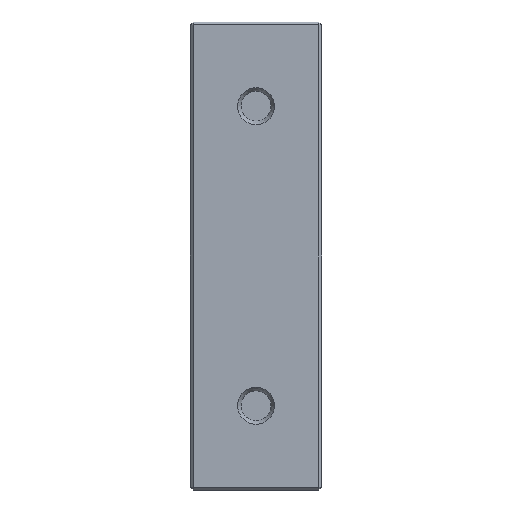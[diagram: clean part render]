
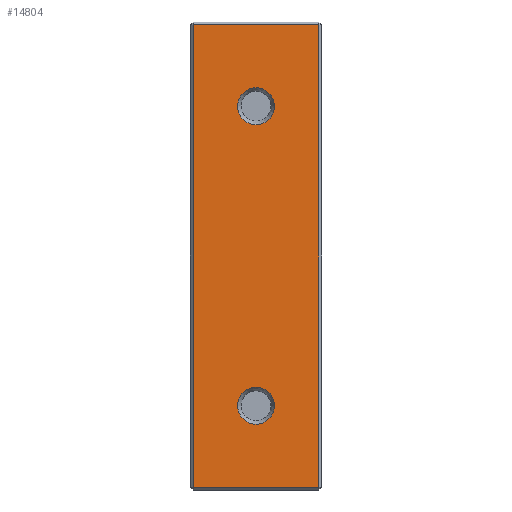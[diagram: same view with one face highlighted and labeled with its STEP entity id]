
A CAD part, front view. The second image highlights one B-rep face of the part: STEP entity #14804.
In plain terms, the highlighted planar face has unit normal (0, -1, 0).
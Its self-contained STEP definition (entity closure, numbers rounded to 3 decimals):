
#442 = PLANE('',#443);
#443 = AXIS2_PLACEMENT_3D('',#444,#445,#446);
#444 = CARTESIAN_POINT('',(-3.5,0.075,0.075));
#445 = DIRECTION('',(0.,-0.707,-0.707));
#446 = DIRECTION('',(-1.,0.,0.));
#776 = PLANE('',#777);
#777 = AXIS2_PLACEMENT_3D('',#778,#779,#780);
#778 = CARTESIAN_POINT('',(-3.5,0.075,24.925));
#779 = DIRECTION('',(0.,0.707,-0.707));
#780 = DIRECTION('',(-1.,0.,0.));
#1266 = VERTEX_POINT('',#1267);
#1267 = CARTESIAN_POINT('',(-3.35,0.,0.15));
#1288 = EDGE_CURVE('',#1266,#1289,#1291,.T.);
#1289 = VERTEX_POINT('',#1290);
#1290 = CARTESIAN_POINT('',(3.35,0.,0.15));
#1291 = SURFACE_CURVE('',#1292,(#1296,#1303),.PCURVE_S1.);
#1292 = LINE('',#1293,#1294);
#1293 = CARTESIAN_POINT('',(-3.5,0.,0.15));
#1294 = VECTOR('',#1295,1.);
#1295 = DIRECTION('',(1.,0.,0.));
#1296 = PCURVE('',#442,#1297);
#1297 = DEFINITIONAL_REPRESENTATION('',(#1298),#1302);
#1298 = LINE('',#1299,#1300);
#1299 = CARTESIAN_POINT('',(0.,-0.106));
#1300 = VECTOR('',#1301,1.);
#1301 = DIRECTION('',(-1.,0.));
#1302 = ( GEOMETRIC_REPRESENTATION_CONTEXT(2) 
PARAMETRIC_REPRESENTATION_CONTEXT() REPRESENTATION_CONTEXT('2D SPACE',''
  ) );
#1303 = PCURVE('',#1304,#1309);
#1304 = PLANE('',#1305);
#1305 = AXIS2_PLACEMENT_3D('',#1306,#1307,#1308);
#1306 = CARTESIAN_POINT('',(-3.5,0.,0.));
#1307 = DIRECTION('',(0.,1.,0.));
#1308 = DIRECTION('',(1.,0.,0.));
#1309 = DEFINITIONAL_REPRESENTATION('',(#1310),#1314);
#1310 = LINE('',#1311,#1312);
#1311 = CARTESIAN_POINT('',(0.,-0.15));
#1312 = VECTOR('',#1313,1.);
#1313 = DIRECTION('',(1.,0.));
#1314 = ( GEOMETRIC_REPRESENTATION_CONTEXT(2) 
PARAMETRIC_REPRESENTATION_CONTEXT() REPRESENTATION_CONTEXT('2D SPACE',''
  ) );
#1744 = VERTEX_POINT('',#1745);
#1745 = CARTESIAN_POINT('',(-3.35,0.,24.85));
#1766 = EDGE_CURVE('',#1744,#1767,#1769,.T.);
#1767 = VERTEX_POINT('',#1768);
#1768 = CARTESIAN_POINT('',(3.35,0.,24.85));
#1769 = SURFACE_CURVE('',#1770,(#1774,#1781),.PCURVE_S1.);
#1770 = LINE('',#1771,#1772);
#1771 = CARTESIAN_POINT('',(-3.5,0.,24.85));
#1772 = VECTOR('',#1773,1.);
#1773 = DIRECTION('',(1.,0.,0.));
#1774 = PCURVE('',#776,#1775);
#1775 = DEFINITIONAL_REPRESENTATION('',(#1776),#1780);
#1776 = LINE('',#1777,#1778);
#1777 = CARTESIAN_POINT('',(0.,-0.106));
#1778 = VECTOR('',#1779,1.);
#1779 = DIRECTION('',(-1.,0.));
#1780 = ( GEOMETRIC_REPRESENTATION_CONTEXT(2) 
PARAMETRIC_REPRESENTATION_CONTEXT() REPRESENTATION_CONTEXT('2D SPACE',''
  ) );
#1781 = PCURVE('',#1304,#1782);
#1782 = DEFINITIONAL_REPRESENTATION('',(#1783),#1787);
#1783 = LINE('',#1784,#1785);
#1784 = CARTESIAN_POINT('',(0.,-24.85));
#1785 = VECTOR('',#1786,1.);
#1786 = DIRECTION('',(1.,0.));
#1787 = ( GEOMETRIC_REPRESENTATION_CONTEXT(2) 
PARAMETRIC_REPRESENTATION_CONTEXT() REPRESENTATION_CONTEXT('2D SPACE',''
  ) );
#1960 = PLANE('',#1961);
#1961 = AXIS2_PLACEMENT_3D('',#1962,#1963,#1964);
#1962 = CARTESIAN_POINT('',(-3.425,0.075,0.));
#1963 = DIRECTION('',(0.707,0.707,0.
    ));
#1964 = DIRECTION('',(0.,0.,1.));
#14804 = ADVANCED_FACE('',(#14805,#14856,#14887),#1304,.F.);
#14805 = FACE_BOUND('',#14806,.F.);
#14806 = EDGE_LOOP('',(#14807,#14828,#14829,#14855));
#14807 = ORIENTED_EDGE('',*,*,#14808,.T.);
#14808 = EDGE_CURVE('',#1266,#1744,#14809,.T.);
#14809 = SURFACE_CURVE('',#14810,(#14814,#14821),.PCURVE_S1.);
#14810 = LINE('',#14811,#14812);
#14811 = CARTESIAN_POINT('',(-3.35,0.,0.));
#14812 = VECTOR('',#14813,1.);
#14813 = DIRECTION('',(0.,0.,1.));
#14814 = PCURVE('',#1304,#14815);
#14815 = DEFINITIONAL_REPRESENTATION('',(#14816),#14820);
#14816 = LINE('',#14817,#14818);
#14817 = CARTESIAN_POINT('',(0.15,0.));
#14818 = VECTOR('',#14819,1.);
#14819 = DIRECTION('',(0.,-1.));
#14820 = ( GEOMETRIC_REPRESENTATION_CONTEXT(2) 
PARAMETRIC_REPRESENTATION_CONTEXT() REPRESENTATION_CONTEXT('2D SPACE',''
  ) );
#14821 = PCURVE('',#1960,#14822);
#14822 = DEFINITIONAL_REPRESENTATION('',(#14823),#14827);
#14823 = LINE('',#14824,#14825);
#14824 = CARTESIAN_POINT('',(0.,0.106));
#14825 = VECTOR('',#14826,1.);
#14826 = DIRECTION('',(1.,0.));
#14827 = ( GEOMETRIC_REPRESENTATION_CONTEXT(2) 
PARAMETRIC_REPRESENTATION_CONTEXT() REPRESENTATION_CONTEXT('2D SPACE',''
  ) );
#14828 = ORIENTED_EDGE('',*,*,#1766,.T.);
#14829 = ORIENTED_EDGE('',*,*,#14830,.F.);
#14830 = EDGE_CURVE('',#1289,#1767,#14831,.T.);
#14831 = SURFACE_CURVE('',#14832,(#14836,#14843),.PCURVE_S1.);
#14832 = LINE('',#14833,#14834);
#14833 = CARTESIAN_POINT('',(3.35,0.,0.));
#14834 = VECTOR('',#14835,1.);
#14835 = DIRECTION('',(0.,0.,1.));
#14836 = PCURVE('',#1304,#14837);
#14837 = DEFINITIONAL_REPRESENTATION('',(#14838),#14842);
#14838 = LINE('',#14839,#14840);
#14839 = CARTESIAN_POINT('',(6.85,0.));
#14840 = VECTOR('',#14841,1.);
#14841 = DIRECTION('',(0.,-1.));
#14842 = ( GEOMETRIC_REPRESENTATION_CONTEXT(2) 
PARAMETRIC_REPRESENTATION_CONTEXT() REPRESENTATION_CONTEXT('2D SPACE',''
  ) );
#14843 = PCURVE('',#14844,#14849);
#14844 = PLANE('',#14845);
#14845 = AXIS2_PLACEMENT_3D('',#14846,#14847,#14848);
#14846 = CARTESIAN_POINT('',(3.425,0.075,0.));
#14847 = DIRECTION('',(0.707,-0.707,
    0.));
#14848 = DIRECTION('',(0.,0.,-1.));
#14849 = DEFINITIONAL_REPRESENTATION('',(#14850),#14854);
#14850 = LINE('',#14851,#14852);
#14851 = CARTESIAN_POINT('',(0.,-0.106));
#14852 = VECTOR('',#14853,1.);
#14853 = DIRECTION('',(-1.,0.));
#14854 = ( GEOMETRIC_REPRESENTATION_CONTEXT(2) 
PARAMETRIC_REPRESENTATION_CONTEXT() REPRESENTATION_CONTEXT('2D SPACE',''
  ) );
#14855 = ORIENTED_EDGE('',*,*,#1288,.F.);
#14856 = FACE_BOUND('',#14857,.F.);
#14857 = EDGE_LOOP('',(#14858));
#14858 = ORIENTED_EDGE('',*,*,#14859,.F.);
#14859 = EDGE_CURVE('',#14860,#14860,#14862,.T.);
#14860 = VERTEX_POINT('',#14861);
#14861 = CARTESIAN_POINT('',(-0.985,0.,4.5));
#14862 = SURFACE_CURVE('',#14863,(#14868,#14875),.PCURVE_S1.);
#14863 = CIRCLE('',#14864,0.985);
#14864 = AXIS2_PLACEMENT_3D('',#14865,#14866,#14867);
#14865 = CARTESIAN_POINT('',(0.,0.,4.5));
#14866 = DIRECTION('',(0.,1.,0.));
#14867 = DIRECTION('',(-1.,0.,0.));
#14868 = PCURVE('',#1304,#14869);
#14869 = DEFINITIONAL_REPRESENTATION('',(#14870),#14874);
#14870 = CIRCLE('',#14871,0.985);
#14871 = AXIS2_PLACEMENT_2D('',#14872,#14873);
#14872 = CARTESIAN_POINT('',(3.5,-4.5));
#14873 = DIRECTION('',(-1.,0.));
#14874 = ( GEOMETRIC_REPRESENTATION_CONTEXT(2) 
PARAMETRIC_REPRESENTATION_CONTEXT() REPRESENTATION_CONTEXT('2D SPACE',''
  ) );
#14875 = PCURVE('',#14876,#14881);
#14876 = CONICAL_SURFACE('',#14877,0.985,0.524);
#14877 = AXIS2_PLACEMENT_3D('',#14878,#14879,#14880);
#14878 = CARTESIAN_POINT('',(0.,0.,4.5));
#14879 = DIRECTION('',(0.,-1.,0.));
#14880 = DIRECTION('',(-1.,0.,0.));
#14881 = DEFINITIONAL_REPRESENTATION('',(#14882),#14886);
#14882 = LINE('',#14883,#14884);
#14883 = CARTESIAN_POINT('',(0.,0.));
#14884 = VECTOR('',#14885,1.);
#14885 = DIRECTION('',(-1.,0.));
#14886 = ( GEOMETRIC_REPRESENTATION_CONTEXT(2) 
PARAMETRIC_REPRESENTATION_CONTEXT() REPRESENTATION_CONTEXT('2D SPACE',''
  ) );
#14887 = FACE_BOUND('',#14888,.F.);
#14888 = EDGE_LOOP('',(#14889));
#14889 = ORIENTED_EDGE('',*,*,#14890,.F.);
#14890 = EDGE_CURVE('',#14891,#14891,#14893,.T.);
#14891 = VERTEX_POINT('',#14892);
#14892 = CARTESIAN_POINT('',(-0.985,0.,20.5));
#14893 = SURFACE_CURVE('',#14894,(#14899,#14906),.PCURVE_S1.);
#14894 = CIRCLE('',#14895,0.985);
#14895 = AXIS2_PLACEMENT_3D('',#14896,#14897,#14898);
#14896 = CARTESIAN_POINT('',(0.,0.,20.5));
#14897 = DIRECTION('',(0.,1.,0.));
#14898 = DIRECTION('',(-1.,0.,0.));
#14899 = PCURVE('',#1304,#14900);
#14900 = DEFINITIONAL_REPRESENTATION('',(#14901),#14905);
#14901 = CIRCLE('',#14902,0.985);
#14902 = AXIS2_PLACEMENT_2D('',#14903,#14904);
#14903 = CARTESIAN_POINT('',(3.5,-20.5));
#14904 = DIRECTION('',(-1.,0.));
#14905 = ( GEOMETRIC_REPRESENTATION_CONTEXT(2) 
PARAMETRIC_REPRESENTATION_CONTEXT() REPRESENTATION_CONTEXT('2D SPACE',''
  ) );
#14906 = PCURVE('',#14907,#14912);
#14907 = CONICAL_SURFACE('',#14908,0.985,0.524);
#14908 = AXIS2_PLACEMENT_3D('',#14909,#14910,#14911);
#14909 = CARTESIAN_POINT('',(0.,0.,20.5));
#14910 = DIRECTION('',(0.,-1.,0.));
#14911 = DIRECTION('',(-1.,0.,0.));
#14912 = DEFINITIONAL_REPRESENTATION('',(#14913),#14917);
#14913 = LINE('',#14914,#14915);
#14914 = CARTESIAN_POINT('',(0.,0.));
#14915 = VECTOR('',#14916,1.);
#14916 = DIRECTION('',(-1.,0.));
#14917 = ( GEOMETRIC_REPRESENTATION_CONTEXT(2) 
PARAMETRIC_REPRESENTATION_CONTEXT() REPRESENTATION_CONTEXT('2D SPACE',''
  ) );
